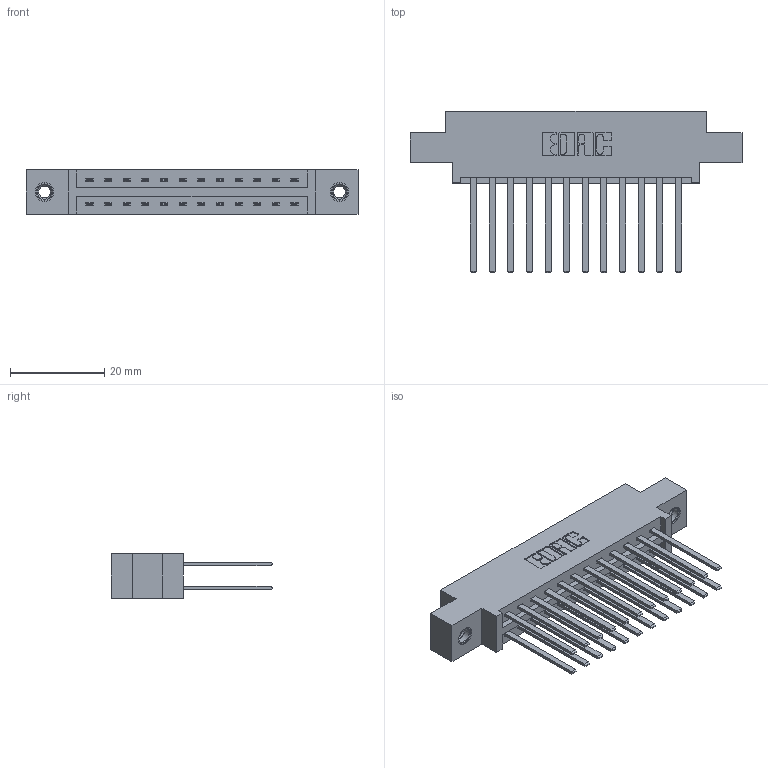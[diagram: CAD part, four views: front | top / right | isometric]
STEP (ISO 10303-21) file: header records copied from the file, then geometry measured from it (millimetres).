
FILE_DESCRIPTION (( 'STEP AP203' ), '1' );
FILE_NAME ('337-024-544-807.STEP', '2019-10-10T21:04:52', ( '' ), ( '' ), 'SwSTEP 2.0', 'SolidWorks 2016', '' );
FILE_SCHEMA (( 'CONFIG_CONTROL_DESIGN' ));
Length unit declared in the file: inch
Products named in the file (4): 337-024-544-807; 345-250-001_345-250-005-103; 337 Part_0.170 Offset - 0.156 Dia-TI; 345-292-001_345-293-144
Assembly tree (27 placements, depth 2):
  337-024-544-807
    337 Part_0.170 Offset - 0.156 Dia-TI
    345-292-001_345-293-144  x24
    345-250-001_345-250-005-103  x2
Bounding box: 70.56 x 34.3 x 9.4 mm (x, y, z)
Volume: 7242.4 mm3; surface area: 9138.9 mm2
Topology: 27 solids, 27 shells, 1330 faces, 3891 edges, 2554 vertices
Faces by surface type: plane 922, cylinder 392, cone 12, torus 4
Entity records: 14318 total; most frequent: CARTESIAN_POINT 2417, ORIENTED_EDGE 2346, DIRECTION 2139, EDGE_CURVE 1173, VECTOR 1029, LINE 1029, VERTEX_POINT 776, AXIS2_PLACEMENT_3D 555
